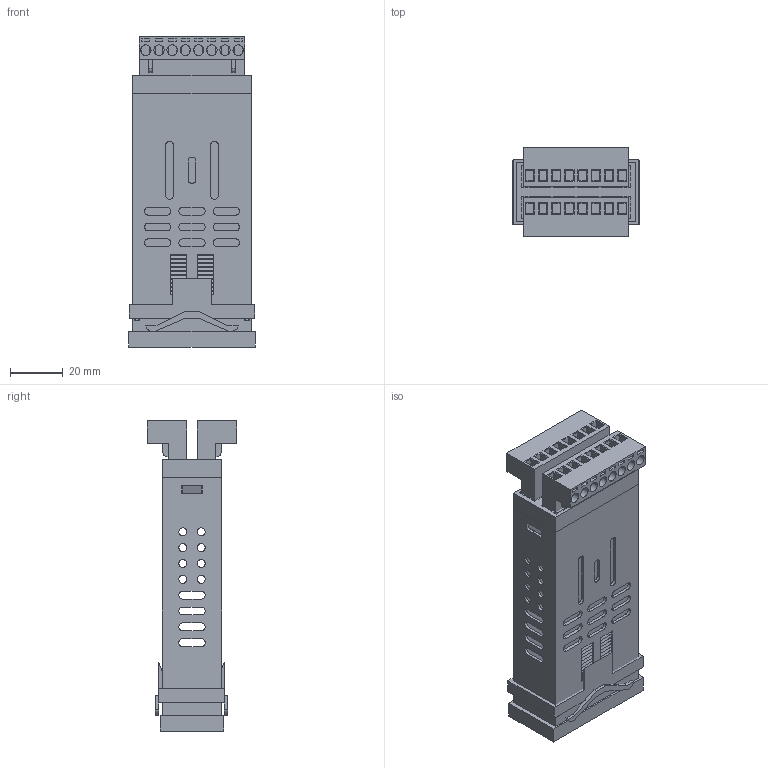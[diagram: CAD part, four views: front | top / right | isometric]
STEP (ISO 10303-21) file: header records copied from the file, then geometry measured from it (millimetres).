
FILE_DESCRIPTION (( 'STEP AP214' ), '1' );
FILE_NAME ('IC-024-05.STEP', '2022-01-17T14:06:38', ( '' ), ( '' ), 'SwSTEP 2.0', 'SolidWorks 2017', '' );
FILE_SCHEMA (( 'AUTOMOTIVE_DESIGN' ));
Length unit declared in the file: millimetre
Products named in the file (21): IC-024BP-PCB; Screw-smallest; Front Plate FP-024-01-02; Clamp ICCL-024; Case IC-024; Euro Terminal5mm-Plug-In-8Way-Straight; IC-024-05; IC-024-Front-PCB; Back Plate BP-024-8-16; IC-024-Horizontal-PCB
Assembly tree (11 placements, depth 2):
  IC-024BP-PCB
  Screw-smallest
  Front Plate FP-024-01-02
  Clamp ICCL-024
  Case IC-024
Bounding box: 48 x 34 x 117.5 mm (x, y, z)
Volume: 40268.2 mm3; surface area: 58273.1 mm2
Topology: 11 solids, 11 shells, 1124 faces, 3137 edges, 2052 vertices
Faces by surface type: plane 911, cylinder 187, cone 10, torus 8, bspline 8
Entity records: 29293 total; most frequent: CARTESIAN_POINT 5221, ORIENTED_EDGE 5008, DIRECTION 4622, EDGE_CURVE 2504, LINE 2104, VECTOR 2104, VERTEX_POINT 1648, AXIS2_PLACEMENT_3D 1259
